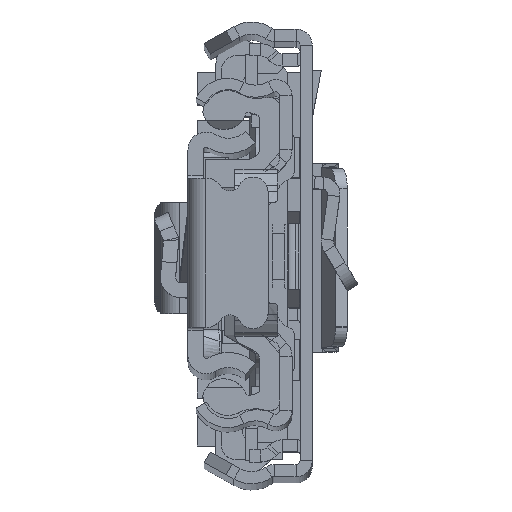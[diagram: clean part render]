
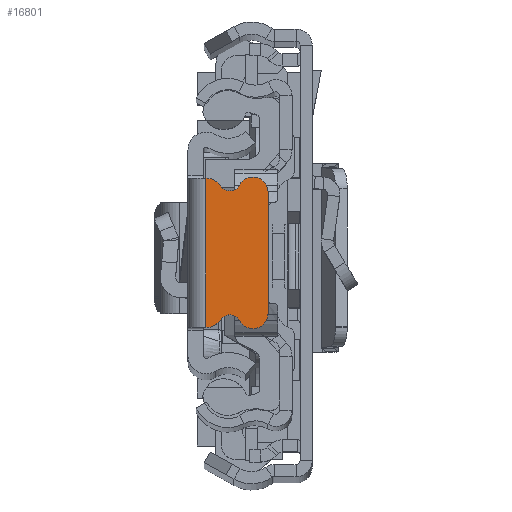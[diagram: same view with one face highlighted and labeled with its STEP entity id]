
A CAD part, top view. The second image highlights one B-rep face of the part: STEP entity #16801.
In plain terms, the highlighted planar face has unit normal (0, 0, 1).
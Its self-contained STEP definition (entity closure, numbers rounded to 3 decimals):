
#64 = DIRECTION ( 'NONE',  ( 1., 0., 0. ) ) ;
#323 = CARTESIAN_POINT ( 'NONE',  ( -1.929, -7.37, 0. ) ) ;
#353 = EDGE_CURVE ( 'NONE', #21509, #26370, #31016, .T. ) ;
#1171 = DIRECTION ( 'NONE',  ( 1., 0., 0. ) ) ;
#1248 = DIRECTION ( 'NONE',  ( 0., 0., 1. ) ) ;
#2253 = DIRECTION ( 'NONE',  ( 0., 0., 1. ) ) ;
#2351 = CARTESIAN_POINT ( 'NONE',  ( -7.929, 6., 0. ) ) ;
#2562 = CARTESIAN_POINT ( 'NONE',  ( -1.929, -5.87, 0. ) ) ;
#2676 = CARTESIAN_POINT ( 'NONE',  ( -1.75, 7.37, 0. ) ) ;
#2984 = LINE ( 'NONE', #323, #7732 ) ;
#4042 = CARTESIAN_POINT ( 'NONE',  ( -3.206, 6.658, 0. ) ) ;
#5890 = DIRECTION ( 'NONE',  ( 1., 0., 0. ) ) ;
#6660 = EDGE_CURVE ( 'NONE', #17183, #33394, #2984, .T. ) ;
#7044 = AXIS2_PLACEMENT_3D ( 'NONE', #11685, #1248, #22385 ) ;
#7472 = VERTEX_POINT ( 'NONE', #26145 ) ;
#7614 = VERTEX_POINT ( 'NONE', #2676 ) ;
#7732 = VECTOR ( 'NONE', #21825, 1000. ) ;
#7757 = DIRECTION ( 'NONE',  ( -1., 0., 0. ) ) ;
#7897 = VECTOR ( 'NONE', #11057, 1000. ) ;
#8397 = EDGE_CURVE ( 'NONE', #27682, #33394, #14047, .T. ) ;
#9500 = EDGE_CURVE ( 'NONE', #18840, #21509, #10183, .T. ) ;
#9662 = CARTESIAN_POINT ( 'NONE',  ( -4.142, 7.236, 0. ) ) ;
#10183 = CIRCLE ( 'NONE', #11859, 1.1 ) ;
#10262 = CARTESIAN_POINT ( 'NONE',  ( -1.929, -7.37, 0. ) ) ;
#10461 = AXIS2_PLACEMENT_3D ( 'NONE', #18799, #34636, #29550 ) ;
#10790 = EDGE_CURVE ( 'NONE', #7472, #22236, #27832, .T. ) ;
#10893 = CARTESIAN_POINT ( 'NONE',  ( -1.929, 7.37, 0. ) ) ;
#10914 = CARTESIAN_POINT ( 'NONE',  ( -3.206, -6.658, 0. ) ) ;
#11057 = DIRECTION ( 'NONE',  ( 1., 0., 0. ) ) ;
#11685 = CARTESIAN_POINT ( 'NONE',  ( -1.929, 5.87, 0. ) ) ;
#11859 = AXIS2_PLACEMENT_3D ( 'NONE', #9662, #20030, #1171 ) ;
#12644 = AXIS2_PLACEMENT_3D ( 'NONE', #18939, #18767, #5890 ) ;
#13707 = LINE ( 'NONE', #30229, #7897 ) ;
#14047 = CIRCLE ( 'NONE', #24156, 1.5 ) ;
#14211 = DIRECTION ( 'NONE',  ( 0., 0., 1. ) ) ;
#15844 = AXIS2_PLACEMENT_3D ( 'NONE', #28704, #2253, #7757 ) ;
#16111 = DIRECTION ( 'NONE',  ( 0., -1., 0. ) ) ;
#16801 = ADVANCED_FACE ( 'NONE', ( #32333 ), #30044, .T. ) ;
#17025 = ORIENTED_EDGE ( 'NONE', *, *, #18753, .T. ) ;
#17183 = VERTEX_POINT ( 'NONE', #23860 ) ;
#18753 = EDGE_CURVE ( 'NONE', #26370, #7472, #19382, .T. ) ;
#18767 = DIRECTION ( 'NONE',  ( 0., 0., 1. ) ) ;
#18799 = CARTESIAN_POINT ( 'NONE',  ( -4.142, -7.236, 0. ) ) ;
#18840 = VERTEX_POINT ( 'NONE', #4042 ) ;
#18939 = CARTESIAN_POINT ( 'NONE',  ( -6.429, -6., 0. ) ) ;
#18957 = CARTESIAN_POINT ( 'NONE',  ( 347.771, 0., 0. ) ) ;
#19382 = LINE ( 'NONE', #30120, #22662 ) ;
#20030 = DIRECTION ( 'NONE',  ( 0., 0., -1. ) ) ;
#20369 = CARTESIAN_POINT ( 'NONE',  ( -5.109, 6.713, 0. ) ) ;
#21011 = LINE ( 'NONE', #29457, #21995 ) ;
#21244 = VERTEX_POINT ( 'NONE', #10893 ) ;
#21509 = VERTEX_POINT ( 'NONE', #20369 ) ;
#21825 = DIRECTION ( 'NONE',  ( -1., 0., 0. ) ) ;
#21995 = VECTOR ( 'NONE', #16111, 1000. ) ;
#22236 = VERTEX_POINT ( 'NONE', #22705 ) ;
#22313 = ORIENTED_EDGE ( 'NONE', *, *, #9500, .T. ) ;
#22385 = DIRECTION ( 'NONE',  ( -1., 0., 0. ) ) ;
#22662 = VECTOR ( 'NONE', #24842, 1000. ) ;
#22705 = CARTESIAN_POINT ( 'NONE',  ( -5.109, -6.713, 0. ) ) ;
#23390 = ORIENTED_EDGE ( 'NONE', *, *, #34637, .T. ) ;
#23860 = CARTESIAN_POINT ( 'NONE',  ( -1.75, -7.37, 0. ) ) ;
#24156 = AXIS2_PLACEMENT_3D ( 'NONE', #2562, #14211, #64 ) ;
#24502 = EDGE_CURVE ( 'NONE', #21244, #7614, #13707, .T. ) ;
#24519 = ORIENTED_EDGE ( 'NONE', *, *, #6660, .F. ) ;
#24842 = DIRECTION ( 'NONE',  ( 0., -1., 0. ) ) ;
#25071 = ORIENTED_EDGE ( 'NONE', *, *, #24502, .F. ) ;
#26145 = CARTESIAN_POINT ( 'NONE',  ( -7.929, -6., 0. ) ) ;
#26370 = VERTEX_POINT ( 'NONE', #2351 ) ;
#27682 = VERTEX_POINT ( 'NONE', #10914 ) ;
#27769 = DIRECTION ( 'NONE',  ( 0., 0., 1. ) ) ;
#27832 = CIRCLE ( 'NONE', #12644, 1.5 ) ;
#28170 = EDGE_LOOP ( 'NONE', ( #28431, #25071, #29929, #22313, #31114, #17025, #28461, #23390, #29950, #24519 ) ) ;
#28431 = ORIENTED_EDGE ( 'NONE', *, *, #29254, .F. ) ;
#28461 = ORIENTED_EDGE ( 'NONE', *, *, #10790, .T. ) ;
#28704 = CARTESIAN_POINT ( 'NONE',  ( -6.429, 6., 0. ) ) ;
#28985 = CIRCLE ( 'NONE', #7044, 1.5 ) ;
#29252 = AXIS2_PLACEMENT_3D ( 'NONE', #18957, #27769, #33043 ) ;
#29254 = EDGE_CURVE ( 'NONE', #7614, #17183, #21011, .T. ) ;
#29457 = CARTESIAN_POINT ( 'NONE',  ( -1.75, 0., 0. ) ) ;
#29550 = DIRECTION ( 'NONE',  ( -1., 0., 0. ) ) ;
#29929 = ORIENTED_EDGE ( 'NONE', *, *, #34500, .T. ) ;
#29950 = ORIENTED_EDGE ( 'NONE', *, *, #8397, .T. ) ;
#30044 = PLANE ( 'NONE',  #29252 ) ;
#30120 = CARTESIAN_POINT ( 'NONE',  ( -7.929, -6., 0. ) ) ;
#30229 = CARTESIAN_POINT ( 'NONE',  ( -1.929, 7.37, 0. ) ) ;
#31016 = CIRCLE ( 'NONE', #15844, 1.5 ) ;
#31114 = ORIENTED_EDGE ( 'NONE', *, *, #353, .T. ) ;
#32333 = FACE_OUTER_BOUND ( 'NONE', #28170, .T. ) ;
#32895 = CIRCLE ( 'NONE', #10461, 1.1 ) ;
#33043 = DIRECTION ( 'NONE',  ( 1., 0., 0. ) ) ;
#33394 = VERTEX_POINT ( 'NONE', #10262 ) ;
#34500 = EDGE_CURVE ( 'NONE', #21244, #18840, #28985, .T. ) ;
#34636 = DIRECTION ( 'NONE',  ( 0., 0., -1. ) ) ;
#34637 = EDGE_CURVE ( 'NONE', #22236, #27682, #32895, .T. ) ;
